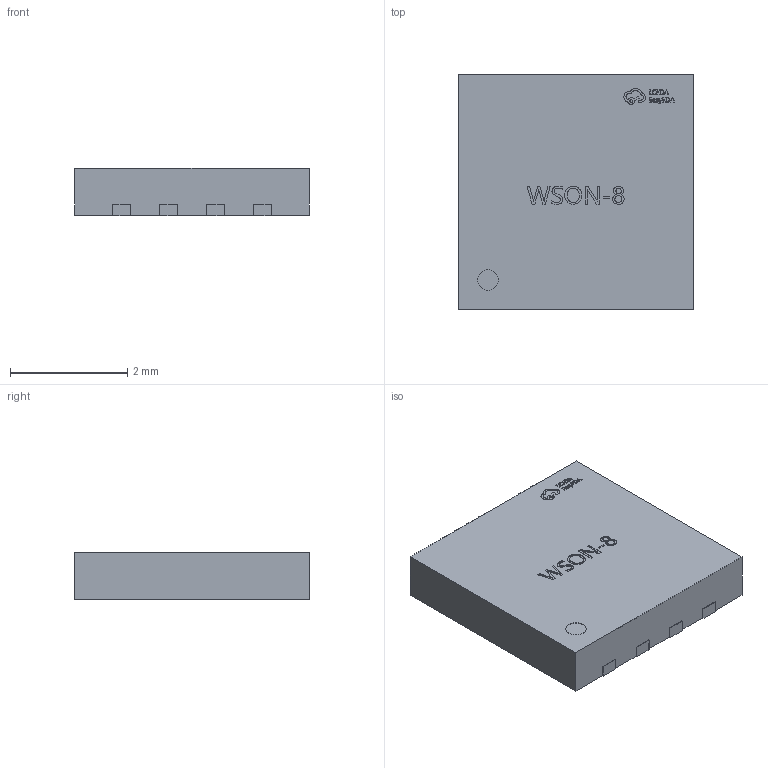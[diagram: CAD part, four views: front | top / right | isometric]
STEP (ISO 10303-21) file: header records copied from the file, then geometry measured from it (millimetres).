
FILE_DESCRIPTION (( 'STEP AP214' ), '1' );
FILE_NAME ('WSON-8_L4.0-W4.0-H0.8-P0.80.step', '2022-07-26T09:38:16', ( '' ), ( '' ), 'SwSTEP 2.0', 'SolidWorks 2020', '' );
FILE_SCHEMA (( 'AUTOMOTIVE_DESIGN' ));
Length unit declared in the file: millimetre
Products named in the file (1): WSON-8_L4.0-W4.0-H0.8-P0.80
Bounding box: 4 x 4.02 x 0.81 mm (x, y, z)
Volume: 12.9 mm3; surface area: 45.4 mm2
Topology: 14 solids, 14 shells, 440 faces, 1182 edges, 788 vertices
Faces by surface type: plane 280, bspline 158, cylinder 2
Entity records: 22177 total; most frequent: CARTESIAN_POINT 7217, ORIENTED_EDGE 2364, DIRECTION 1432, EDGE_CURVE 1182, LINE 858, VECTOR 858, VERTEX_POINT 788, EDGE_LOOP 470
